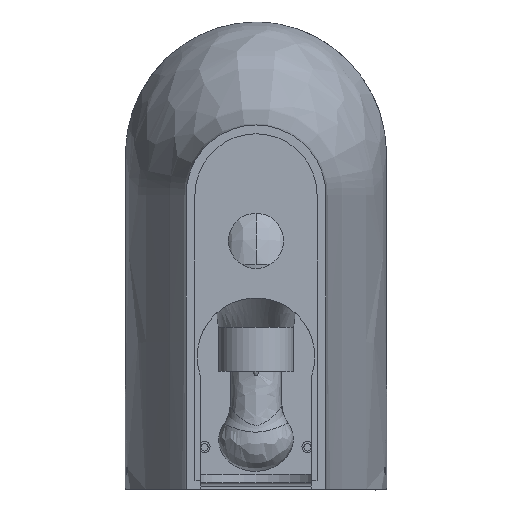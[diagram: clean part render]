
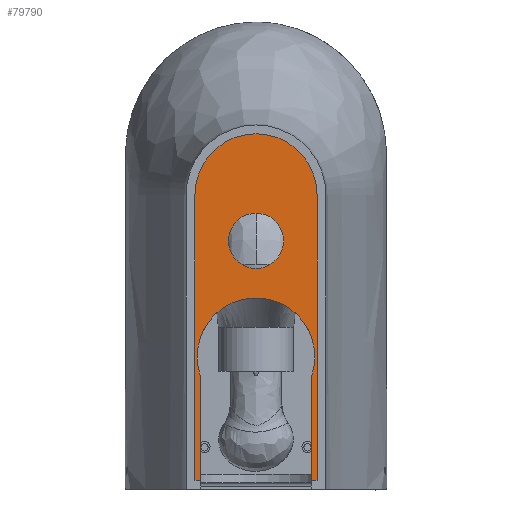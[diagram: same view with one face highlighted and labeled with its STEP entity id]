
A CAD part, front view. The second image highlights one B-rep face of the part: STEP entity #79790.
In plain terms, the highlighted planar face has unit normal (0, -1, 0).
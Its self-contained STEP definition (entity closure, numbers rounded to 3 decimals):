
#2351 = LINE ( 'NONE', #68615, #115634 ) ;
#3070 = CIRCLE ( 'NONE', #45042, 83. ) ;
#3521 = CARTESIAN_POINT ( 'NONE',  ( 0., 5., 300. ) ) ;
#5617 = EDGE_CURVE ( 'NONE', #96402, #153517, #119974, .T. ) ;
#5852 = ORIENTED_EDGE ( 'NONE', *, *, #72956, .T. ) ;
#7172 = FACE_OUTER_BOUND ( 'NONE', #142229, .T. ) ;
#8364 = CARTESIAN_POINT ( 'NONE',  ( 0., 5., 337.5 ) ) ;
#8434 = CARTESIAN_POINT ( 'NONE',  ( -75., 5., 12. ) ) ;
#9518 = ORIENTED_EDGE ( 'NONE', *, *, #48671, .T. ) ;
#10756 = CARTESIAN_POINT ( 'NONE',  ( -75., 5., 152.161 ) ) ;
#20294 = CARTESIAN_POINT ( 'NONE',  ( -75., 5., 20. ) ) ;
#20481 = EDGE_CURVE ( 'NONE', #147343, #147507, #60648, .T. ) ;
#23277 = LINE ( 'NONE', #46309, #81242 ) ;
#24513 = CARTESIAN_POINT ( 'NONE',  ( 83., 5., 12. ) ) ;
#25684 = DIRECTION ( 'NONE',  ( 0., 0., -1. ) ) ;
#25952 = DIRECTION ( 'NONE',  ( 0., 1., 0. ) ) ;
#27807 = CARTESIAN_POINT ( 'NONE',  ( 75., 5., 12. ) ) ;
#32865 = CARTESIAN_POINT ( 'NONE',  ( -83., 5., 400. ) ) ;
#33814 = EDGE_CURVE ( 'NONE', #154955, #96402, #3070, .T. ) ;
#34249 = DIRECTION ( 'NONE',  ( 0., -1., 0. ) ) ;
#35416 = DIRECTION ( 'NONE',  ( 0., 0., -1. ) ) ;
#36123 = ORIENTED_EDGE ( 'NONE', *, *, #20481, .T. ) ;
#37910 = CARTESIAN_POINT ( 'NONE',  ( 0., 5., 375. ) ) ;
#39362 = VERTEX_POINT ( 'NONE', #3521 ) ;
#39812 = CARTESIAN_POINT ( 'NONE',  ( 83., 5., 12. ) ) ;
#40608 = ORIENTED_EDGE ( 'NONE', *, *, #62749, .T. ) ;
#43676 = CARTESIAN_POINT ( 'NONE',  ( 83., 5., 400. ) ) ;
#45042 = AXIS2_PLACEMENT_3D ( 'NONE', #125959, #139111, #78240 ) ;
#45699 = EDGE_CURVE ( 'NONE', #55325, #154955, #161783, .T. ) ;
#46309 = CARTESIAN_POINT ( 'NONE',  ( -83., 5., 12. ) ) ;
#47236 = VECTOR ( 'NONE', #133704, 1000. ) ;
#48671 = EDGE_CURVE ( 'NONE', #147507, #84063, #49605, .T. ) ;
#49605 = LINE ( 'NONE', #64385, #110173 ) ;
#51048 = VERTEX_POINT ( 'NONE', #8434 ) ;
#55074 = AXIS2_PLACEMENT_3D ( 'NONE', #159190, #34249, #156734 ) ;
#55325 = VERTEX_POINT ( 'NONE', #39812 ) ;
#55391 = CARTESIAN_POINT ( 'NONE',  ( -83., 5., 400. ) ) ;
#59443 = DIRECTION ( 'NONE',  ( 1., 0., 0. ) ) ;
#60648 = CIRCLE ( 'NONE', #81625, 80. ) ;
#62749 = EDGE_CURVE ( 'NONE', #90687, #39362, #128420, .T. ) ;
#64385 = CARTESIAN_POINT ( 'NONE',  ( 75., 5., 20. ) ) ;
#68615 = CARTESIAN_POINT ( 'NONE',  ( -83., 5., 12. ) ) ;
#68848 = EDGE_CURVE ( 'NONE', #39362, #90687, #141685, .T. ) ;
#72956 = EDGE_CURVE ( 'NONE', #153517, #51048, #23277, .T. ) ;
#74455 = DIRECTION ( 'NONE',  ( 0., 0., -1. ) ) ;
#75890 = DIRECTION ( 'NONE',  ( 0., 0., -1. ) ) ;
#78240 = DIRECTION ( 'NONE',  ( 0., 0., -1. ) ) ;
#78705 = VECTOR ( 'NONE', #160987, 1000. ) ;
#79747 = EDGE_CURVE ( 'NONE', #51048, #147343, #147652, .T. ) ;
#79790 = ADVANCED_FACE ( 'NONE', ( #7172, #84385 ), #106592, .T. ) ;
#81242 = VECTOR ( 'NONE', #59443, 1000. ) ;
#81625 = AXIS2_PLACEMENT_3D ( 'NONE', #85984, #25952, #74455 ) ;
#82986 = DIRECTION ( 'NONE',  ( 0., 0., -1. ) ) ;
#84063 = VERTEX_POINT ( 'NONE', #27807 ) ;
#84327 = EDGE_CURVE ( 'NONE', #84063, #55325, #2351, .T. ) ;
#84385 = FACE_BOUND ( 'NONE', #121924, .T. ) ;
#85984 = CARTESIAN_POINT ( 'NONE',  ( 0., 5., 180. ) ) ;
#88502 = ORIENTED_EDGE ( 'NONE', *, *, #68848, .T. ) ;
#90687 = VERTEX_POINT ( 'NONE', #37910 ) ;
#93994 = CARTESIAN_POINT ( 'NONE',  ( -83., 5., 12. ) ) ;
#96402 = VERTEX_POINT ( 'NONE', #55391 ) ;
#96866 = AXIS2_PLACEMENT_3D ( 'NONE', #103697, #102894, #25684 ) ;
#100180 = ORIENTED_EDGE ( 'NONE', *, *, #5617, .T. ) ;
#102894 = DIRECTION ( 'NONE',  ( 0., 1., 0. ) ) ;
#103697 = CARTESIAN_POINT ( 'NONE',  ( 0., 5., 337.5 ) ) ;
#105445 = ORIENTED_EDGE ( 'NONE', *, *, #84327, .T. ) ;
#106592 = PLANE ( 'NONE',  #55074 ) ;
#110173 = VECTOR ( 'NONE', #75890, 1000. ) ;
#115634 = VECTOR ( 'NONE', #155761, 1000. ) ;
#119974 = LINE ( 'NONE', #32865, #131281 ) ;
#121924 = EDGE_LOOP ( 'NONE', ( #88502, #40608 ) ) ;
#125959 = CARTESIAN_POINT ( 'NONE',  ( 0., 5., 400. ) ) ;
#128420 = CIRCLE ( 'NONE', #96866, 37.5 ) ;
#131281 = VECTOR ( 'NONE', #82986, 1000. ) ;
#133166 = ORIENTED_EDGE ( 'NONE', *, *, #45699, .T. ) ;
#133704 = DIRECTION ( 'NONE',  ( 0., 0., 1. ) ) ;
#134740 = ORIENTED_EDGE ( 'NONE', *, *, #79747, .T. ) ;
#138017 = ORIENTED_EDGE ( 'NONE', *, *, #33814, .T. ) ;
#139111 = DIRECTION ( 'NONE',  ( 0., -1., 0. ) ) ;
#141685 = CIRCLE ( 'NONE', #154823, 37.5 ) ;
#142229 = EDGE_LOOP ( 'NONE', ( #134740, #36123, #9518, #105445, #133166, #138017, #100180, #5852 ) ) ;
#147208 = DIRECTION ( 'NONE',  ( 0., 1., 0. ) ) ;
#147343 = VERTEX_POINT ( 'NONE', #10756 ) ;
#147507 = VERTEX_POINT ( 'NONE', #159526 ) ;
#147652 = LINE ( 'NONE', #20294, #47236 ) ;
#153517 = VERTEX_POINT ( 'NONE', #93994 ) ;
#154823 = AXIS2_PLACEMENT_3D ( 'NONE', #8364, #147208, #35416 ) ;
#154955 = VERTEX_POINT ( 'NONE', #43676 ) ;
#155761 = DIRECTION ( 'NONE',  ( 1., 0., 0. ) ) ;
#156734 = DIRECTION ( 'NONE',  ( 0., 0., -1. ) ) ;
#159190 = CARTESIAN_POINT ( 'NONE',  ( 0., 5., 400. ) ) ;
#159526 = CARTESIAN_POINT ( 'NONE',  ( 75., 5., 152.161 ) ) ;
#160987 = DIRECTION ( 'NONE',  ( 0., 0., 1. ) ) ;
#161783 = LINE ( 'NONE', #24513, #78705 ) ;
